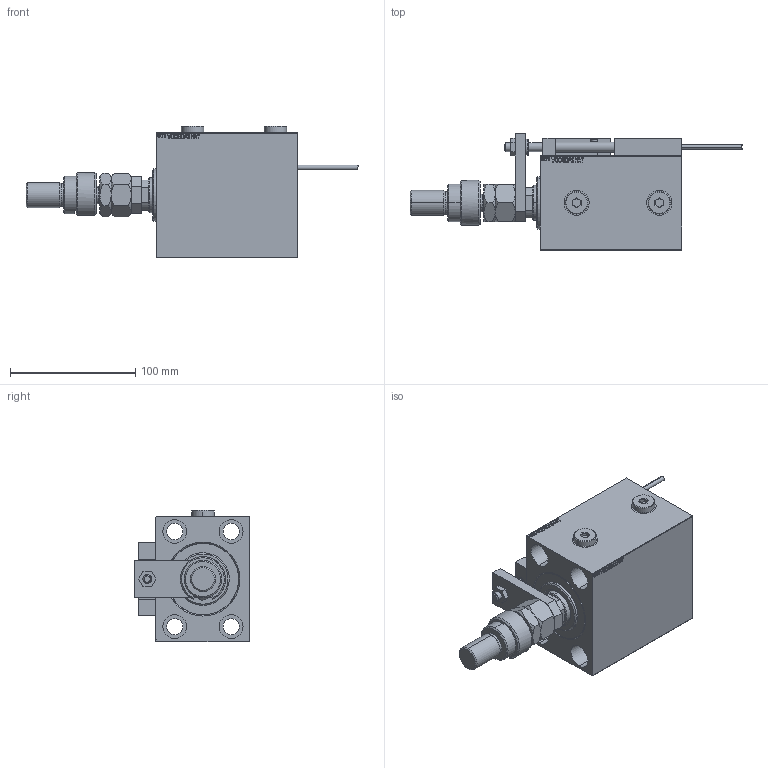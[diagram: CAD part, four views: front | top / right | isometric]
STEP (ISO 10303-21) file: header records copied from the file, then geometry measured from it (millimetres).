
FILE_DESCRIPTION (( 'STEP AP203' ), '1' );
FILE_NAME ('456d.STEP', '2024-02-12T22:45:03', ( '' ), ( '' ), 'SwSTEP 2.0', 'SolidWorks 2019', '' );
FILE_SCHEMA (( 'CONFIG_CONTROL_DESIGN' ));
Length unit declared in the file: millimetre
Products named in the file (19): X_Y_DFA c5764bf37d41d6a084c9f31d02964e6c; V450CM_C_Body c5764bf37d41d6a084c9f31d02964e6c; MFA c5764bf37d41d6a084c9f31d02964e6c; 456d; V450CM_C_VCP c5764bf37d41d6a084c9f31d02964e6c; Block c5764bf37d41d6a084c9f31d02964e6c; MAGNET c5764bf37d41d6a084c9f31d02964e6c; FEMALE_PART_FOR_DFA c5764bf37d41d6a084c9f31d02964e6c; ALLEN BOLT D8 c5764bf37d41d6a084c9f31d02964e6c; Zatka_OIL_PORT c5764bf37d41d6a084c9f31d02964e6c; V450CM_VC_B c5764bf37d41d6a084c9f31d02964e6c; NUT_D12 c5764bf37d41d6a084c9f31d02964e6c; TYC_L79 c5764bf37d41d6a084c9f31d02964e6c; KONCOVKA c5764bf37d41d6a084c9f31d02964e6c; SWITCH X c5764bf37d41d6a084c9f31d02964e6c; SWITCH DIM B,W c5764bf37d41d6a084c9f31d02964e6c; ALLEN BOLT D5 c5764bf37d41d6a084c9f31d02964e6c; ZARAZKA c5764bf37d41d6a084c9f31d02964e6c; SWITCH_X_FRONT_BACK c5764bf37d41d6a084c9f31d02964e6c
Assembly tree (29 placements, depth 3):
  456d
    V450CM_C_Body c5764bf37d41d6a084c9f31d02964e6c
    SWITCH X c5764bf37d41d6a084c9f31d02964e6c
      SWITCH_X_FRONT_BACK c5764bf37d41d6a084c9f31d02964e6c  x2
      TYC_L79 c5764bf37d41d6a084c9f31d02964e6c
      Block c5764bf37d41d6a084c9f31d02964e6c  x2
      ALLEN BOLT D5 c5764bf37d41d6a084c9f31d02964e6c  x4
      ALLEN BOLT D8 c5764bf37d41d6a084c9f31d02964e6c  x4
      MAGNET c5764bf37d41d6a084c9f31d02964e6c  x2
      KONCOVKA c5764bf37d41d6a084c9f31d02964e6c  x2
    NUT_D12 c5764bf37d41d6a084c9f31d02964e6c
    SWITCH DIM B,W c5764bf37d41d6a084c9f31d02964e6c
    ZARAZKA c5764bf37d41d6a084c9f31d02964e6c
    V450CM_C_VCP c5764bf37d41d6a084c9f31d02964e6c
    V450CM_VC_B c5764bf37d41d6a084c9f31d02964e6c
    X_Y_DFA c5764bf37d41d6a084c9f31d02964e6c
      FEMALE_PART_FOR_DFA c5764bf37d41d6a084c9f31d02964e6c
      MFA c5764bf37d41d6a084c9f31d02964e6c
    Zatka_OIL_PORT c5764bf37d41d6a084c9f31d02964e6c  x2
Bounding box: 265 x 92.5 x 104.9 mm (x, y, z)
Volume: 818670.9 mm3; surface area: 160208.1 mm2
Topology: 27 solids, 27 shells, 1424 faces, 3376 edges, 2143 vertices
Faces by surface type: plane 623, bspline 380, cylinder 219, cone 150, torus 48, sphere 4
Entity records: 54453 total; most frequent: CARTESIAN_POINT 27081, ORIENTED_EDGE 5692, DIRECTION 4026, EDGE_CURVE 2846, VERTEX_POINT 1843, LINE 1594, VECTOR 1594, EDGE_LOOP 1327
